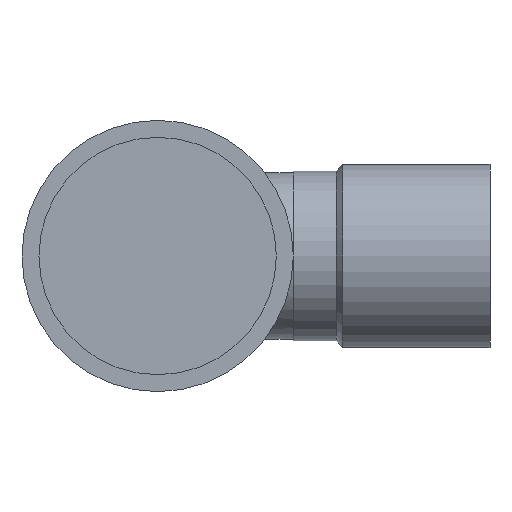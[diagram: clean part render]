
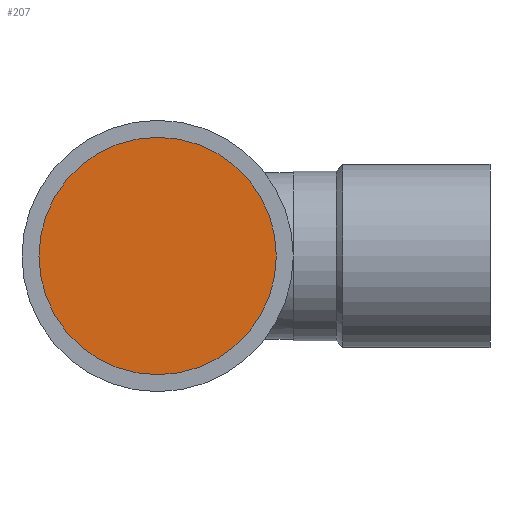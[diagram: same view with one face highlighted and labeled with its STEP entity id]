
A CAD part, front view. The second image highlights one B-rep face of the part: STEP entity #207.
In plain terms, the highlighted planar face has unit normal (0, -1, 0).
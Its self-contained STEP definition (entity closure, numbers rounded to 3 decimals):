
#46=ORIENTED_EDGE('',*,*,#77,.F.);
#77=EDGE_CURVE('',#95,#95,#112,.T.);
#95=VERTEX_POINT('',#609);
#112=CIRCLE('',#246,17.5);
#135=EDGE_LOOP('',(#46));
#171=FACE_BOUND('',#135,.T.);
#196=PLANE('',#247);
#207=ADVANCED_FACE('',(#171),#196,.F.);
#246=AXIS2_PLACEMENT_3D('',#608,#297,#298);
#247=AXIS2_PLACEMENT_3D('',#610,#299,#300);
#297=DIRECTION('',(0.,1.,0.));
#298=DIRECTION('',(1.,0.,0.));
#299=DIRECTION('',(0.,1.,0.));
#300=DIRECTION('',(0.,0.,1.));
#608=CARTESIAN_POINT('',(0.,26.,0.));
#609=CARTESIAN_POINT('',(17.5,26.,0.));
#610=CARTESIAN_POINT('',(0.,26.,0.));
